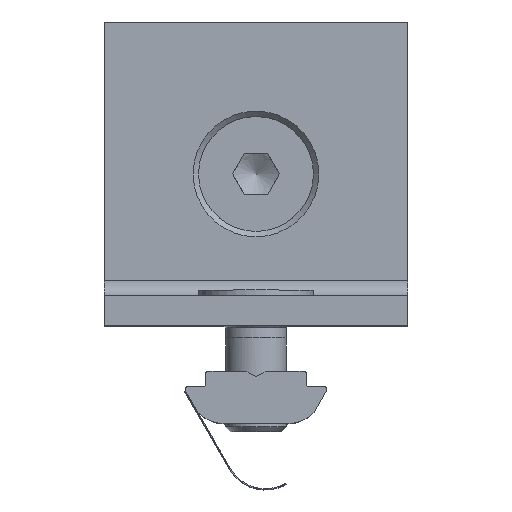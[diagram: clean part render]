
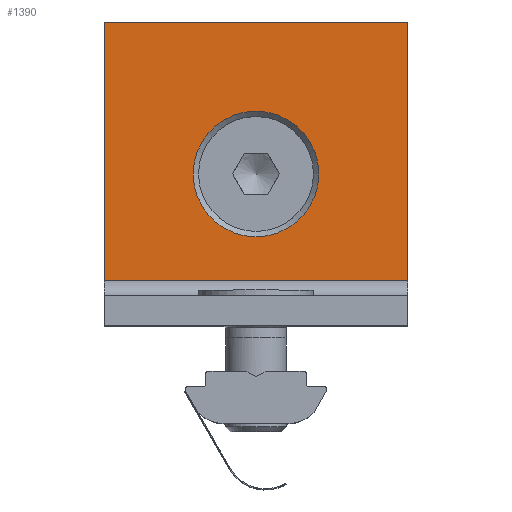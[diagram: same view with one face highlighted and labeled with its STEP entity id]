
A CAD part, top view. The second image highlights one B-rep face of the part: STEP entity #1390.
In plain terms, the highlighted face is planar.
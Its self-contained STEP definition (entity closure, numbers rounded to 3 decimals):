
#1390=ADVANCED_FACE('',(#1505,#1506),#1507,.T.);
#1505=FACE_BOUND('',#1671,.T.);
#1506=FACE_OUTER_BOUND('',#1672,.T.);
#1507=PLANE('',#1673);
#1671=EDGE_LOOP('',(#1878));
#1672=EDGE_LOOP('',(#1879,#1880,#1881,#1882));
#1673=AXIS2_PLACEMENT_3D('',#1883,#1884,#1885);
#1878=ORIENTED_EDGE('',*,*,#2414,.T.);
#1879=ORIENTED_EDGE('',*,*,#2402,.T.);
#1880=ORIENTED_EDGE('',*,*,#2418,.T.);
#1881=ORIENTED_EDGE('',*,*,#2415,.F.);
#1882=ORIENTED_EDGE('',*,*,#2410,.F.);
#1883=CARTESIAN_POINT('',(16.5,3.,-15.0));
#1884=DIRECTION('',(0.,1.0,0.0));
#1885=DIRECTION('',(-1.0,0.,0.0));
#2402=EDGE_CURVE('',#2592,#2590,#2593,.T.);
#2410=EDGE_CURVE('',#2592,#2603,#2605,.T.);
#2414=EDGE_CURVE('',#2612,#2612,#2613,.T.);
#2415=EDGE_CURVE('',#2603,#2614,#2615,.T.);
#2418=EDGE_CURVE('',#2590,#2614,#2619,.T.);
#2590=VERTEX_POINT('',#2900);
#2592=VERTEX_POINT('',#2902);
#2593=LINE('',#2903,#2904);
#2603=VERTEX_POINT('',#2919);
#2605=LINE('',#2922,#2923);
#2612=VERTEX_POINT('',#2930);
#2613=CIRCLE('',#2931,6.2);
#2614=VERTEX_POINT('',#2932);
#2615=LINE('',#2933,#2934);
#2619=LINE('',#2939,#2940);
#2900=CARTESIAN_POINT('',(4.5,3.,-15.0));
#2902=CARTESIAN_POINT('',(30.0,3.,-15.0));
#2903=CARTESIAN_POINT('',(16.5,3.,-15.0));
#2904=VECTOR('',#3475,1.0);
#2919=CARTESIAN_POINT('',(30.0,3.,15.0));
#2922=CARTESIAN_POINT('',(30.0,3.,-15.0));
#2923=VECTOR('',#3485,1.0);
#2930=CARTESIAN_POINT('',(15.0,3.0,6.2));
#2931=AXIS2_PLACEMENT_3D('',#3495,#3496,#3497);
#2932=CARTESIAN_POINT('',(4.5,3.,15.0));
#2933=CARTESIAN_POINT('',(16.5,3.,15.0));
#2934=VECTOR('',#3498,1.0);
#2939=CARTESIAN_POINT('',(4.5,3.,15.0));
#2940=VECTOR('',#3503,1.0);
#3475=DIRECTION('',(-1.0,0.,0.0));
#3485=DIRECTION('',(0.0,0.0,1.0));
#3495=CARTESIAN_POINT('',(15.0,3.0,0.0));
#3496=DIRECTION('',(0.,-1.0,0.0));
#3497=DIRECTION('',(0.0,0.0,1.0));
#3498=DIRECTION('',(-1.0,0.,0.0));
#3503=DIRECTION('',(0.0,0.0,1.0));
